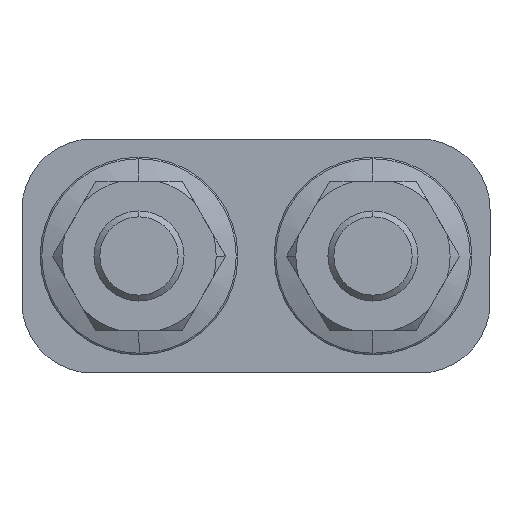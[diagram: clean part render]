
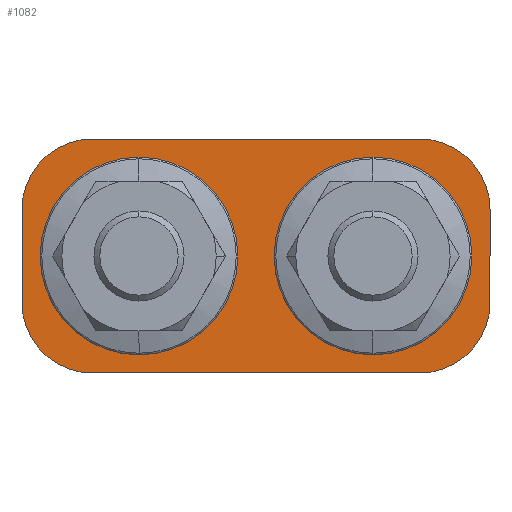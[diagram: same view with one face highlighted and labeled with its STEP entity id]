
A CAD part, front view. The second image highlights one B-rep face of the part: STEP entity #1082.
In plain terms, the highlighted planar face has unit normal (0, -1, 0).
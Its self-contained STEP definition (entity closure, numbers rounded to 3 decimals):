
#10 = AXIS2_PLACEMENT_3D ( 'NONE', #5204, #1897, #4743 ) ;
#15 = EDGE_CURVE ( 'NONE', #1306, #4650, #5657, .T. ) ;
#193 = DIRECTION ( 'NONE',  ( 0., 0., -1. ) ) ;
#194 = VECTOR ( 'NONE', #4025, 1000. ) ;
#210 = ORIENTED_EDGE ( 'NONE', *, *, #927, .F. ) ;
#271 = DIRECTION ( 'NONE',  ( 0., -1., 0. ) ) ;
#342 = CIRCLE ( 'NONE', #4635, 6. ) ;
#423 = VERTEX_POINT ( 'NONE', #5574 ) ;
#473 = CARTESIAN_POINT ( 'NONE',  ( 10., 0., 0. ) ) ;
#573 = DIRECTION ( 'NONE',  ( 0., 1., 0. ) ) ;
#580 = CARTESIAN_POINT ( 'NONE',  ( -10., 0., 5.1 ) ) ;
#595 = VERTEX_POINT ( 'NONE', #949 ) ;
#611 = CARTESIAN_POINT ( 'NONE',  ( 20., 0., 4. ) ) ;
#648 = VERTEX_POINT ( 'NONE', #4435 ) ;
#726 = VERTEX_POINT ( 'NONE', #580 ) ;
#775 = EDGE_CURVE ( 'NONE', #4915, #1306, #3476, .T. ) ;
#817 = DIRECTION ( 'NONE',  ( 0., 0., 1. ) ) ;
#926 = DIRECTION ( 'NONE',  ( 0., 0., -1. ) ) ;
#927 = EDGE_CURVE ( 'NONE', #726, #1419, #2742, .T. ) ;
#938 = ORIENTED_EDGE ( 'NONE', *, *, #4868, .F. ) ;
#949 = CARTESIAN_POINT ( 'NONE',  ( 14., 0., 10. ) ) ;
#1082 = ADVANCED_FACE ( 'NONE', ( #1392, #2111, #5765 ), #2480, .T. ) ;
#1126 = LINE ( 'NONE', #4647, #3709 ) ;
#1141 = LINE ( 'NONE', #5889, #194 ) ;
#1142 = DIRECTION ( 'NONE',  ( 0., 0., 1. ) ) ;
#1297 = EDGE_CURVE ( 'NONE', #4498, #648, #1126, .T. ) ;
#1299 = ORIENTED_EDGE ( 'NONE', *, *, #3350, .F. ) ;
#1306 = VERTEX_POINT ( 'NONE', #1377 ) ;
#1332 = CIRCLE ( 'NONE', #3809, 5.1 ) ;
#1377 = CARTESIAN_POINT ( 'NONE',  ( 14., 0., -10. ) ) ;
#1391 = CIRCLE ( 'NONE', #2935, 6. ) ;
#1392 = FACE_BOUND ( 'NONE', #5074, .T. ) ;
#1419 = VERTEX_POINT ( 'NONE', #5336 ) ;
#1516 = EDGE_CURVE ( 'NONE', #595, #5769, #4075, .T. ) ;
#1897 = DIRECTION ( 'NONE',  ( 0., -1., 0. ) ) ;
#1942 = ORIENTED_EDGE ( 'NONE', *, *, #15, .F. ) ;
#1991 = CARTESIAN_POINT ( 'NONE',  ( -14., 0., 4. ) ) ;
#2007 = CARTESIAN_POINT ( 'NONE',  ( 10., 0., -5.1 ) ) ;
#2111 = FACE_BOUND ( 'NONE', #4641, .T. ) ;
#2132 = AXIS2_PLACEMENT_3D ( 'NONE', #2174, #5521, #4581 ) ;
#2142 = DIRECTION ( 'NONE',  ( 0., 0., -1. ) ) ;
#2174 = CARTESIAN_POINT ( 'NONE',  ( 14., 0., 4. ) ) ;
#2209 = EDGE_CURVE ( 'NONE', #1419, #726, #5302, .T. ) ;
#2371 = ORIENTED_EDGE ( 'NONE', *, *, #775, .F. ) ;
#2390 = ORIENTED_EDGE ( 'NONE', *, *, #1516, .F. ) ;
#2405 = ORIENTED_EDGE ( 'NONE', *, *, #2209, .F. ) ;
#2480 = PLANE ( 'NONE',  #5410 ) ;
#2651 = EDGE_CURVE ( 'NONE', #4760, #423, #3493, .T. ) ;
#2742 = CIRCLE ( 'NONE', #10, 5.1 ) ;
#2797 = EDGE_CURVE ( 'NONE', #6095, #595, #4201, .T. ) ;
#2935 = AXIS2_PLACEMENT_3D ( 'NONE', #1991, #5812, #193 ) ;
#2971 = DIRECTION ( 'NONE',  ( 0., -1., 0. ) ) ;
#3008 = CARTESIAN_POINT ( 'NONE',  ( -14., 0., 4. ) ) ;
#3035 = AXIS2_PLACEMENT_3D ( 'NONE', #5389, #4944, #1142 ) ;
#3070 = DIRECTION ( 'NONE',  ( 1., 0., 0. ) ) ;
#3119 = CARTESIAN_POINT ( 'NONE',  ( -10., 0., 0. ) ) ;
#3302 = CARTESIAN_POINT ( 'NONE',  ( 14., 0., -10. ) ) ;
#3350 = EDGE_CURVE ( 'NONE', #5769, #4915, #1141, .T. ) ;
#3387 = CARTESIAN_POINT ( 'NONE',  ( -14., 0., -10. ) ) ;
#3476 = CIRCLE ( 'NONE', #3035, 6. ) ;
#3493 = CIRCLE ( 'NONE', #3743, 5.1 ) ;
#3581 = CARTESIAN_POINT ( 'NONE',  ( 20., 0., -4. ) ) ;
#3631 = AXIS2_PLACEMENT_3D ( 'NONE', #3119, #5982, #817 ) ;
#3643 = CARTESIAN_POINT ( 'NONE',  ( 10., 0., 0. ) ) ;
#3709 = VECTOR ( 'NONE', #5579, 1000. ) ;
#3743 = AXIS2_PLACEMENT_3D ( 'NONE', #473, #4241, #926 ) ;
#3809 = AXIS2_PLACEMENT_3D ( 'NONE', #3643, #271, #2142 ) ;
#3883 = CARTESIAN_POINT ( 'NONE',  ( -14., 0., -4. ) ) ;
#4025 = DIRECTION ( 'NONE',  ( 0., 0., -1. ) ) ;
#4075 = CIRCLE ( 'NONE', #2132, 6. ) ;
#4111 = EDGE_LOOP ( 'NONE', ( #4353, #5137, #4805, #1942, #2371, #1299, #2390, #4439 ) ) ;
#4148 = EDGE_CURVE ( 'NONE', #4650, #4498, #342, .T. ) ;
#4201 = LINE ( 'NONE', #5922, #4500 ) ;
#4241 = DIRECTION ( 'NONE',  ( 0., -1., 0. ) ) ;
#4353 = ORIENTED_EDGE ( 'NONE', *, *, #5767, .F. ) ;
#4388 = DIRECTION ( 'NONE',  ( 0., 0., -1. ) ) ;
#4429 = CARTESIAN_POINT ( 'NONE',  ( -14., 0., 10. ) ) ;
#4435 = CARTESIAN_POINT ( 'NONE',  ( -20., 0., 4. ) ) ;
#4439 = ORIENTED_EDGE ( 'NONE', *, *, #2797, .F. ) ;
#4498 = VERTEX_POINT ( 'NONE', #5537 ) ;
#4500 = VECTOR ( 'NONE', #3070, 1000. ) ;
#4581 = DIRECTION ( 'NONE',  ( 0., 0., 1. ) ) ;
#4635 = AXIS2_PLACEMENT_3D ( 'NONE', #3883, #573, #4388 ) ;
#4641 = EDGE_LOOP ( 'NONE', ( #4724, #938 ) ) ;
#4647 = CARTESIAN_POINT ( 'NONE',  ( -20., 0., -4. ) ) ;
#4650 = VERTEX_POINT ( 'NONE', #3387 ) ;
#4724 = ORIENTED_EDGE ( 'NONE', *, *, #2651, .F. ) ;
#4743 = DIRECTION ( 'NONE',  ( 0., 0., 1. ) ) ;
#4760 = VERTEX_POINT ( 'NONE', #2007 ) ;
#4805 = ORIENTED_EDGE ( 'NONE', *, *, #4148, .F. ) ;
#4868 = EDGE_CURVE ( 'NONE', #423, #4760, #1332, .T. ) ;
#4915 = VERTEX_POINT ( 'NONE', #3581 ) ;
#4944 = DIRECTION ( 'NONE',  ( 0., 1., 0. ) ) ;
#5074 = EDGE_LOOP ( 'NONE', ( #2405, #210 ) ) ;
#5137 = ORIENTED_EDGE ( 'NONE', *, *, #1297, .F. ) ;
#5204 = CARTESIAN_POINT ( 'NONE',  ( -10., 0., 0. ) ) ;
#5300 = DIRECTION ( 'NONE',  ( 0., 0., -1. ) ) ;
#5302 = CIRCLE ( 'NONE', #3631, 5.1 ) ;
#5336 = CARTESIAN_POINT ( 'NONE',  ( -10., 0., -5.1 ) ) ;
#5389 = CARTESIAN_POINT ( 'NONE',  ( 14., 0., -4. ) ) ;
#5410 = AXIS2_PLACEMENT_3D ( 'NONE', #3008, #2971, #5300 ) ;
#5521 = DIRECTION ( 'NONE',  ( 0., 1., 0. ) ) ;
#5537 = CARTESIAN_POINT ( 'NONE',  ( -20., 0., -4. ) ) ;
#5574 = CARTESIAN_POINT ( 'NONE',  ( 10., 0., 5.1 ) ) ;
#5579 = DIRECTION ( 'NONE',  ( 0., 0., 1. ) ) ;
#5657 = LINE ( 'NONE', #3302, #5808 ) ;
#5706 = DIRECTION ( 'NONE',  ( -1., 0., 0. ) ) ;
#5765 = FACE_OUTER_BOUND ( 'NONE', #4111, .T. ) ;
#5767 = EDGE_CURVE ( 'NONE', #648, #6095, #1391, .T. ) ;
#5769 = VERTEX_POINT ( 'NONE', #611 ) ;
#5808 = VECTOR ( 'NONE', #5706, 1000. ) ;
#5812 = DIRECTION ( 'NONE',  ( 0., 1., 0. ) ) ;
#5889 = CARTESIAN_POINT ( 'NONE',  ( 20., 0., -4. ) ) ;
#5922 = CARTESIAN_POINT ( 'NONE',  ( 14., 0., 10. ) ) ;
#5982 = DIRECTION ( 'NONE',  ( 0., -1., 0. ) ) ;
#6095 = VERTEX_POINT ( 'NONE', #4429 ) ;
